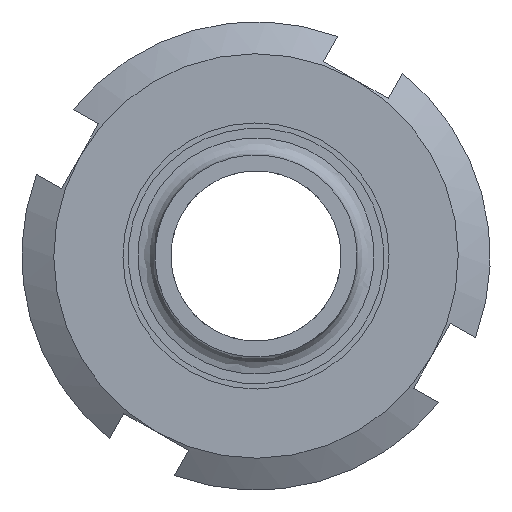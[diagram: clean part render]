
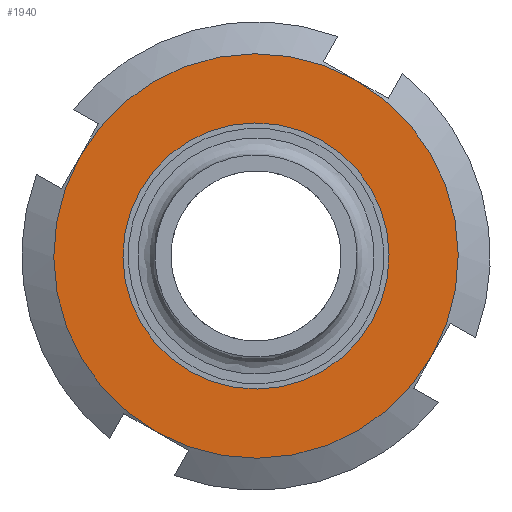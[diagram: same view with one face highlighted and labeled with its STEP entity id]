
A CAD part, left-side view. The second image highlights one B-rep face of the part: STEP entity #1940.
In plain terms, the highlighted face is planar.
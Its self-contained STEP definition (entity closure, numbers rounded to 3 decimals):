
#892=CARTESIAN_POINT('',(0.0,0.,-19.0));
#893=VERTEX_POINT('',#892);
#1066=CARTESIAN_POINT('',(0.0,-19.0,0.));
#1067=VERTEX_POINT('',#1066);
#1240=CARTESIAN_POINT('',(0.0,0.,19.0));
#1241=VERTEX_POINT('',#1240);
#1529=CARTESIAN_POINT('',(0.0,19.0,0.0));
#1530=VERTEX_POINT('',#1529);
#1531=CARTESIAN_POINT('',(0.0,0.0,0.0));
#1532=DIRECTION('',(1.0,0.0,0.0));
#1533=DIRECTION('',(0.0,1.0,0.0));
#1534=AXIS2_PLACEMENT_3D('',#1531,#1532,#1533);
#1535=CIRCLE('',#1534,19.0);
#1536=EDGE_CURVE('',#1530,#1241,#1535,.T.);
#1577=CARTESIAN_POINT('',(0.0,0.0,0.0));
#1578=DIRECTION('',(1.0,0.0,0.0));
#1579=DIRECTION('',(0.0,1.0,0.0));
#1580=AXIS2_PLACEMENT_3D('',#1577,#1578,#1579);
#1581=CIRCLE('',#1580,19.0);
#1582=EDGE_CURVE('',#1241,#1067,#1581,.T.);
#1597=CARTESIAN_POINT('',(0.0,0.0,0.0));
#1598=DIRECTION('',(1.0,0.0,0.0));
#1599=DIRECTION('',(0.0,1.0,0.0));
#1600=AXIS2_PLACEMENT_3D('',#1597,#1598,#1599);
#1601=CIRCLE('',#1600,19.0);
#1602=EDGE_CURVE('',#1067,#893,#1601,.T.);
#1735=CARTESIAN_POINT('',(0.0,12.5,0.0));
#1736=VERTEX_POINT('',#1735);
#1737=CARTESIAN_POINT('',(0.0,0.0,0.0));
#1738=DIRECTION('',(1.0,0.0,0.0));
#1739=DIRECTION('',(0.0,1.0,0.0));
#1740=AXIS2_PLACEMENT_3D('',#1737,#1738,#1739);
#1741=CIRCLE('',#1740,12.5);
#1742=EDGE_CURVE('',#1736,#1736,#1741,.T.);
#1915=CARTESIAN_POINT('',(0.0,0.0,0.0));
#1916=DIRECTION('',(1.0,0.0,0.0));
#1917=DIRECTION('',(0.0,1.0,0.0));
#1918=AXIS2_PLACEMENT_3D('',#1915,#1916,#1917);
#1919=CIRCLE('',#1918,19.0);
#1920=EDGE_CURVE('',#893,#1530,#1919,.T.);
#1926=CARTESIAN_POINT('',(0.0,15.75,0.0));
#1927=DIRECTION('',(1.0,0.0,0.0));
#1928=DIRECTION('',(0.0,0.0,-1.0));
#1929=AXIS2_PLACEMENT_3D('',#1926,#1927,#1928);
#1930=PLANE('',#1929);
#1931=ORIENTED_EDGE('',*,*,#1536,.T.);
#1932=ORIENTED_EDGE('',*,*,#1582,.T.);
#1933=ORIENTED_EDGE('',*,*,#1602,.T.);
#1934=ORIENTED_EDGE('',*,*,#1920,.T.);
#1935=EDGE_LOOP('',(#1931,#1932,#1933,#1934));
#1936=FACE_OUTER_BOUND('',#1935,.T.);
#1937=ORIENTED_EDGE('',*,*,#1742,.F.);
#1938=EDGE_LOOP('',(#1937));
#1939=FACE_BOUND('',#1938,.T.);
#1940=ADVANCED_FACE('',(#1936,#1939),#1930,.T.);
